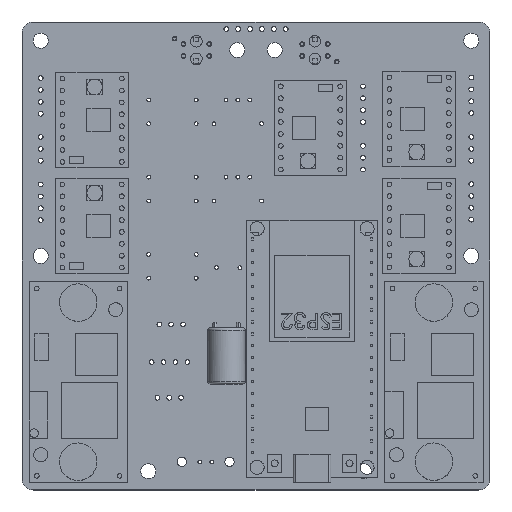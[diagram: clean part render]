
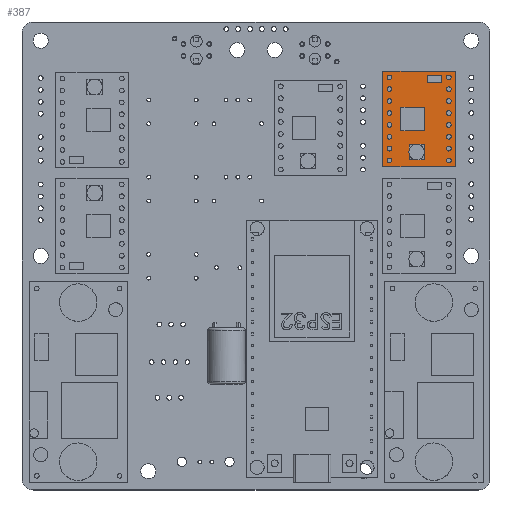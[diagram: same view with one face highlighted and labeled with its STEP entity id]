
A CAD part, top view. The second image highlights one B-rep face of the part: STEP entity #387.
In plain terms, the highlighted free-form (B-spline) face has degree [1, 1] with [2, 2] control points.
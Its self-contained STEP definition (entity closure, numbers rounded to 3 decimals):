
#114 = VERTEX_POINT('',#115);
#115 = CARTESIAN_POINT('',(-1.4,-19.09,12.7));
#123 = B_SPLINE_SURFACE_WITH_KNOTS('',1,1,(
    (#124,#125)
    ,(#126,#127
    )),.UNSPECIFIED.,.F.,.F.,.F.,(2,2),(2,2),(-1.7,0.),(0.,15.5),
  .PIECEWISE_BEZIER_KNOTS.);
#124 = CARTESIAN_POINT('',(-1.4,-19.09,11.));
#125 = CARTESIAN_POINT('',(14.1,-19.09,11.));
#126 = CARTESIAN_POINT('',(-1.4,-19.09,12.7));
#127 = CARTESIAN_POINT('',(14.1,-19.09,12.7));
#134 = B_SPLINE_SURFACE_WITH_KNOTS('',1,1,(
    (#135,#136)
    ,(#137,#138
    )),.UNSPECIFIED.,.F.,.F.,.F.,(2,2),(2,2),(-1.7,0.),(0.,20.4),
  .PIECEWISE_BEZIER_KNOTS.);
#135 = CARTESIAN_POINT('',(-1.4,1.31,11.));
#136 = CARTESIAN_POINT('',(-1.4,-19.09,11.));
#137 = CARTESIAN_POINT('',(-1.4,1.31,12.7));
#138 = CARTESIAN_POINT('',(-1.4,-19.09,12.7));
#145 = EDGE_CURVE('',#114,#146,#148,.T.);
#146 = VERTEX_POINT('',#147);
#147 = CARTESIAN_POINT('',(14.1,-19.09,12.7));
#148 = SURFACE_CURVE('',#149,(#152,#158),.PCURVE_S1.);
#149 = B_SPLINE_CURVE_WITH_KNOTS('',1,(#150,#151),.UNSPECIFIED.,.F.,.F.,
  (2,2),(0.,15.5),.PIECEWISE_BEZIER_KNOTS.);
#150 = CARTESIAN_POINT('',(-1.4,-19.09,12.7));
#151 = CARTESIAN_POINT('',(14.1,-19.09,12.7));
#152 = PCURVE('',#123,#153);
#153 = DEFINITIONAL_REPRESENTATION('',(#154),#157);
#154 = B_SPLINE_CURVE_WITH_KNOTS('',1,(#155,#156),.UNSPECIFIED.,.F.,.F.,
  (2,2),(0.,15.5),.PIECEWISE_BEZIER_KNOTS.);
#155 = CARTESIAN_POINT('',(0.,0.));
#156 = CARTESIAN_POINT('',(0.,15.5));
#157 = ( GEOMETRIC_REPRESENTATION_CONTEXT(2) 
PARAMETRIC_REPRESENTATION_CONTEXT() REPRESENTATION_CONTEXT('2D SPACE',''
  ) );
#158 = PCURVE('',#159,#164);
#159 = B_SPLINE_SURFACE_WITH_KNOTS('',1,1,(
    (#160,#161)
    ,(#162,#163
    )),.UNSPECIFIED.,.F.,.F.,.F.,(2,2),(2,2),(-10.2,10.2),(-7.75,7.75),
  .PIECEWISE_BEZIER_KNOTS.);
#160 = CARTESIAN_POINT('',(-1.4,-19.09,12.7));
#161 = CARTESIAN_POINT('',(14.1,-19.09,12.7));
#162 = CARTESIAN_POINT('',(-1.4,1.31,12.7));
#163 = CARTESIAN_POINT('',(14.1,1.31,12.7));
#164 = DEFINITIONAL_REPRESENTATION('',(#165),#168);
#165 = B_SPLINE_CURVE_WITH_KNOTS('',1,(#166,#167),.UNSPECIFIED.,.F.,.F.,
  (2,2),(0.,15.5),.PIECEWISE_BEZIER_KNOTS.);
#166 = CARTESIAN_POINT('',(-10.2,-7.75));
#167 = CARTESIAN_POINT('',(-10.2,7.75));
#168 = ( GEOMETRIC_REPRESENTATION_CONTEXT(2) 
PARAMETRIC_REPRESENTATION_CONTEXT() REPRESENTATION_CONTEXT('2D SPACE',''
  ) );
#184 = B_SPLINE_SURFACE_WITH_KNOTS('',1,1,(
    (#185,#186)
    ,(#187,#188
    )),.UNSPECIFIED.,.F.,.F.,.F.,(2,2),(2,2),(0.,1.7),(-0.,20.4),
  .PIECEWISE_BEZIER_KNOTS.);
#185 = CARTESIAN_POINT('',(14.1,1.31,12.7));
#186 = CARTESIAN_POINT('',(14.1,-19.09,12.7));
#187 = CARTESIAN_POINT('',(14.1,1.31,11.));
#188 = CARTESIAN_POINT('',(14.1,-19.09,11.));
#222 = EDGE_CURVE('',#146,#223,#225,.T.);
#223 = VERTEX_POINT('',#224);
#224 = CARTESIAN_POINT('',(14.1,1.31,12.7));
#225 = SURFACE_CURVE('',#226,(#229,#235),.PCURVE_S1.);
#226 = B_SPLINE_CURVE_WITH_KNOTS('',1,(#227,#228),.UNSPECIFIED.,.F.,.F.,
  (2,2),(-20.4,0.),.PIECEWISE_BEZIER_KNOTS.);
#227 = CARTESIAN_POINT('',(14.1,-19.09,12.7));
#228 = CARTESIAN_POINT('',(14.1,1.31,12.7));
#229 = PCURVE('',#184,#230);
#230 = DEFINITIONAL_REPRESENTATION('',(#231),#234);
#231 = B_SPLINE_CURVE_WITH_KNOTS('',1,(#232,#233),.UNSPECIFIED.,.F.,.F.,
  (2,2),(-20.4,0.),.PIECEWISE_BEZIER_KNOTS.);
#232 = CARTESIAN_POINT('',(0.,20.4));
#233 = CARTESIAN_POINT('',(0.,0.));
#234 = ( GEOMETRIC_REPRESENTATION_CONTEXT(2) 
PARAMETRIC_REPRESENTATION_CONTEXT() REPRESENTATION_CONTEXT('2D SPACE',''
  ) );
#235 = PCURVE('',#159,#236);
#236 = DEFINITIONAL_REPRESENTATION('',(#237),#240);
#237 = B_SPLINE_CURVE_WITH_KNOTS('',1,(#238,#239),.UNSPECIFIED.,.F.,.F.,
  (2,2),(-20.4,0.),.PIECEWISE_BEZIER_KNOTS.);
#238 = CARTESIAN_POINT('',(-10.2,7.75));
#239 = CARTESIAN_POINT('',(10.2,7.75));
#240 = ( GEOMETRIC_REPRESENTATION_CONTEXT(2) 
PARAMETRIC_REPRESENTATION_CONTEXT() REPRESENTATION_CONTEXT('2D SPACE',''
  ) );
#256 = B_SPLINE_SURFACE_WITH_KNOTS('',1,1,(
    (#257,#258)
    ,(#259,#260
    )),.UNSPECIFIED.,.F.,.F.,.F.,(2,2),(2,2),(0.,1.7),(0.,15.5),
  .PIECEWISE_BEZIER_KNOTS.);
#257 = CARTESIAN_POINT('',(-1.4,1.31,12.7));
#258 = CARTESIAN_POINT('',(14.1,1.31,12.7));
#259 = CARTESIAN_POINT('',(-1.4,1.31,11.));
#260 = CARTESIAN_POINT('',(14.1,1.31,11.));
#289 = EDGE_CURVE('',#223,#290,#292,.T.);
#290 = VERTEX_POINT('',#291);
#291 = CARTESIAN_POINT('',(-1.4,1.31,12.7));
#292 = SURFACE_CURVE('',#293,(#296,#302),.PCURVE_S1.);
#293 = B_SPLINE_CURVE_WITH_KNOTS('',1,(#294,#295),.UNSPECIFIED.,.F.,.F.,
  (2,2),(-15.5,0.),.PIECEWISE_BEZIER_KNOTS.);
#294 = CARTESIAN_POINT('',(14.1,1.31,12.7));
#295 = CARTESIAN_POINT('',(-1.4,1.31,12.7));
#296 = PCURVE('',#256,#297);
#297 = DEFINITIONAL_REPRESENTATION('',(#298),#301);
#298 = B_SPLINE_CURVE_WITH_KNOTS('',1,(#299,#300),.UNSPECIFIED.,.F.,.F.,
  (2,2),(-15.5,0.),.PIECEWISE_BEZIER_KNOTS.);
#299 = CARTESIAN_POINT('',(0.,15.5));
#300 = CARTESIAN_POINT('',(0.,0.));
#301 = ( GEOMETRIC_REPRESENTATION_CONTEXT(2) 
PARAMETRIC_REPRESENTATION_CONTEXT() REPRESENTATION_CONTEXT('2D SPACE',''
  ) );
#302 = PCURVE('',#159,#303);
#303 = DEFINITIONAL_REPRESENTATION('',(#304),#307);
#304 = B_SPLINE_CURVE_WITH_KNOTS('',1,(#305,#306),.UNSPECIFIED.,.F.,.F.,
  (2,2),(-15.5,0.),.PIECEWISE_BEZIER_KNOTS.);
#305 = CARTESIAN_POINT('',(10.2,7.75));
#306 = CARTESIAN_POINT('',(10.2,-7.75));
#307 = ( GEOMETRIC_REPRESENTATION_CONTEXT(2) 
PARAMETRIC_REPRESENTATION_CONTEXT() REPRESENTATION_CONTEXT('2D SPACE',''
  ) );
#369 = EDGE_CURVE('',#290,#114,#370,.T.);
#370 = SURFACE_CURVE('',#371,(#374,#380),.PCURVE_S1.);
#371 = B_SPLINE_CURVE_WITH_KNOTS('',1,(#372,#373),.UNSPECIFIED.,.F.,.F.,
  (2,2),(0.,20.4),.PIECEWISE_BEZIER_KNOTS.);
#372 = CARTESIAN_POINT('',(-1.4,1.31,12.7));
#373 = CARTESIAN_POINT('',(-1.4,-19.09,12.7));
#374 = PCURVE('',#134,#375);
#375 = DEFINITIONAL_REPRESENTATION('',(#376),#379);
#376 = B_SPLINE_CURVE_WITH_KNOTS('',1,(#377,#378),.UNSPECIFIED.,.F.,.F.,
  (2,2),(0.,20.4),.PIECEWISE_BEZIER_KNOTS.);
#377 = CARTESIAN_POINT('',(0.,0.));
#378 = CARTESIAN_POINT('',(0.,20.4));
#379 = ( GEOMETRIC_REPRESENTATION_CONTEXT(2) 
PARAMETRIC_REPRESENTATION_CONTEXT() REPRESENTATION_CONTEXT('2D SPACE',''
  ) );
#380 = PCURVE('',#159,#381);
#381 = DEFINITIONAL_REPRESENTATION('',(#382),#385);
#382 = B_SPLINE_CURVE_WITH_KNOTS('',1,(#383,#384),.UNSPECIFIED.,.F.,.F.,
  (2,2),(0.,20.4),.PIECEWISE_BEZIER_KNOTS.);
#383 = CARTESIAN_POINT('',(10.2,-7.75));
#384 = CARTESIAN_POINT('',(-10.2,-7.75));
#385 = ( GEOMETRIC_REPRESENTATION_CONTEXT(2) 
PARAMETRIC_REPRESENTATION_CONTEXT() REPRESENTATION_CONTEXT('2D SPACE',''
  ) );
#387 = ADVANCED_FACE('',(#388),#159,.F.);
#388 = FACE_BOUND('',#389,.T.);
#389 = EDGE_LOOP('',(#390,#391,#392,#393));
#390 = ORIENTED_EDGE('',*,*,#145,.T.);
#391 = ORIENTED_EDGE('',*,*,#222,.T.);
#392 = ORIENTED_EDGE('',*,*,#289,.T.);
#393 = ORIENTED_EDGE('',*,*,#369,.T.);
